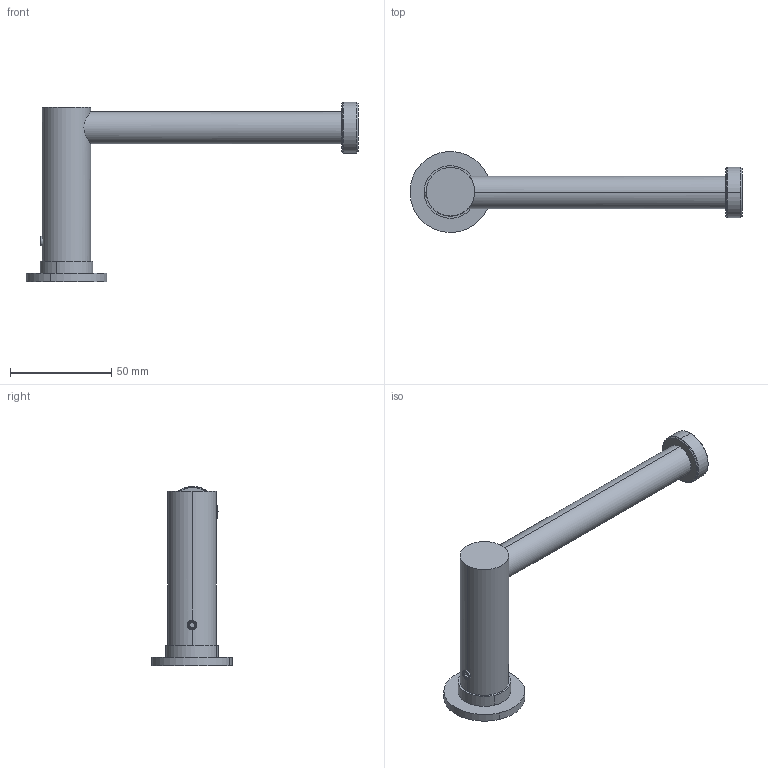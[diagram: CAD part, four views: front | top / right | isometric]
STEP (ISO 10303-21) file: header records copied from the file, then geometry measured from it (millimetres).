
FILE_DESCRIPTION (( 'STEP AP203' ), '1' );
FILE_NAME ('99ZP06217.STEP', '2022-01-04T10:52:18', ( '' ), ( '' ), 'SwSTEP 2.0', 'SolidWorks 2021', '' );
FILE_SCHEMA (( 'CONFIG_CONTROL_DESIGN' ));
Length unit declared in the file: millimetre
Products named in the file (1): 99ZP06217
Bounding box: 163.97 x 39.94 x 88.5 mm (x, y, z)
Volume: 68197.7 mm3; surface area: 18946.3 mm2
Topology: 3 solids, 3 shells, 80 faces, 194 edges, 123 vertices
Faces by surface type: cylinder 42, plane 23, cone 10, bspline 3, torus 2
Entity records: 4106 total; most frequent: CARTESIAN_POINT 2275, ORIENTED_EDGE 384, DIRECTION 346, EDGE_CURVE 192, AXIS2_PLACEMENT_3D 134, VERTEX_POINT 123, EDGE_LOOP 89, ADVANCED_FACE 80
